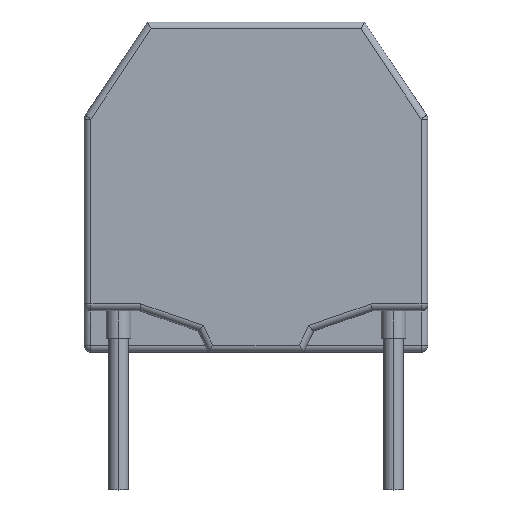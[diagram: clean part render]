
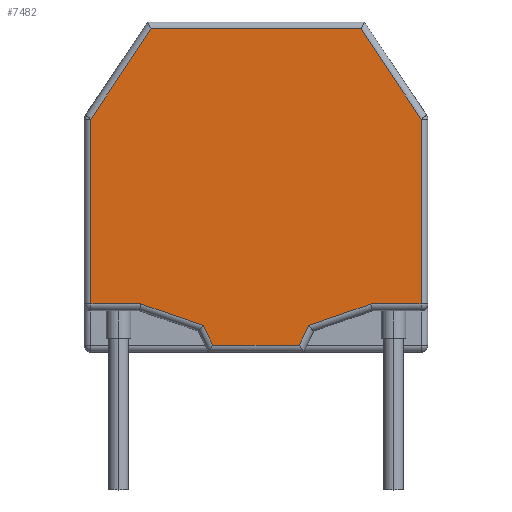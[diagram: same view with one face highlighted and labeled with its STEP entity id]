
A CAD part, top view. The second image highlights one B-rep face of the part: STEP entity #7482.
In plain terms, the highlighted planar face has unit normal (0, 0, 1).
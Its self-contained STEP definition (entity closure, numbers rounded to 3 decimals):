
#66 = ORIENTED_EDGE ( 'NONE', *, *, #3000, .T. ) ;
#188 = DIRECTION ( 'NONE',  ( 1., 0., 0. ) ) ;
#347 = VERTEX_POINT ( 'NONE', #912 ) ;
#350 = LINE ( 'NONE', #431, #8211 ) ;
#376 = CARTESIAN_POINT ( 'NONE',  ( 12.25, 10.5, 0. ) ) ;
#431 = CARTESIAN_POINT ( 'NONE',  ( 1.802, 9.299, 0. ) ) ;
#441 = VERTEX_POINT ( 'NONE', #3579 ) ;
#480 = EDGE_CURVE ( 'NONE', #441, #548, #918, .T. ) ;
#548 = VERTEX_POINT ( 'NONE', #3707 ) ;
#619 = EDGE_CURVE ( 'NONE', #2881, #2393, #4952, .T. ) ;
#762 = VERTEX_POINT ( 'NONE', #3990 ) ;
#779 = FACE_OUTER_BOUND ( 'NONE', #6806, .T. ) ;
#912 = CARTESIAN_POINT ( 'NONE',  ( 2.435, 10.25, 0. ) ) ;
#918 = LINE ( 'NONE', #3063, #4960 ) ;
#994 = CARTESIAN_POINT ( 'NONE',  ( 10.939, 5.301, 0. ) ) ;
#1007 = ORIENTED_EDGE ( 'NONE', *, *, #480, .T. ) ;
#1030 = CARTESIAN_POINT ( 'NONE',  ( 12.25, 6.971, 0. ) ) ;
#1084 = VECTOR ( 'NONE', #4232, 1000. ) ;
#1135 = DIRECTION ( 'NONE',  ( 0.945, 0.328, 0. ) ) ;
#1222 = LINE ( 'NONE', #994, #8267 ) ;
#1251 = PLANE ( 'NONE',  #7595 ) ;
#1306 = DIRECTION ( 'NONE',  ( -1., 0., 0. ) ) ;
#1312 = DIRECTION ( 'NONE',  ( 0.429, -0.903, 0. ) ) ;
#1376 = EDGE_CURVE ( 'NONE', #7484, #6232, #2533, .T. ) ;
#1396 = CARTESIAN_POINT ( 'NONE',  ( 0.25, 0.25, 0. ) ) ;
#1565 = VERTEX_POINT ( 'NONE', #7568 ) ;
#1584 = ORIENTED_EDGE ( 'NONE', *, *, #4073, .T. ) ;
#1708 = DIRECTION ( 'NONE',  ( -0.555, 0.832, 0. ) ) ;
#1718 = DIRECTION ( 'NONE',  ( -0.555, -0.832, 0. ) ) ;
#1719 = VECTOR ( 'NONE', #2704, 1000. ) ;
#1836 = LINE ( 'NONE', #4639, #1719 ) ;
#1985 = ORIENTED_EDGE ( 'NONE', *, *, #6092, .T. ) ;
#2230 = EDGE_CURVE ( 'NONE', #3412, #441, #7400, .T. ) ;
#2308 = LINE ( 'NONE', #5948, #6852 ) ;
#2339 = VECTOR ( 'NONE', #1312, 1000. ) ;
#2393 = VERTEX_POINT ( 'NONE', #1396 ) ;
#2457 = ORIENTED_EDGE ( 'NONE', *, *, #1376, .T. ) ;
#2533 = LINE ( 'NONE', #2748, #6260 ) ;
#2541 = EDGE_CURVE ( 'NONE', #2393, #762, #1836, .T. ) ;
#2678 = ORIENTED_EDGE ( 'NONE', *, *, #2230, .T. ) ;
#2704 = DIRECTION ( 'NONE',  ( 1., 0., 0. ) ) ;
#2748 = CARTESIAN_POINT ( 'NONE',  ( 12.5, 0.25, 0. ) ) ;
#2881 = VERTEX_POINT ( 'NONE', #3958 ) ;
#3000 = EDGE_CURVE ( 'NONE', #4403, #347, #5056, .T. ) ;
#3011 = ORIENTED_EDGE ( 'NONE', *, *, #5175, .T. ) ;
#3032 = DIRECTION ( 'NONE',  ( 0.429, 0.903, 0. ) ) ;
#3063 = CARTESIAN_POINT ( 'NONE',  ( 0., -1.25, 0. ) ) ;
#3412 = VERTEX_POINT ( 'NONE', #6158 ) ;
#3482 = DIRECTION ( 'NONE',  ( -1., 0., 0. ) ) ;
#3579 = CARTESIAN_POINT ( 'NONE',  ( 4.675, -1.25, 0. ) ) ;
#3707 = CARTESIAN_POINT ( 'NONE',  ( 7.825, -1.25, 0. ) ) ;
#3836 = CARTESIAN_POINT ( 'NONE',  ( 10.065, 10.25, 0. ) ) ;
#3845 = LINE ( 'NONE', #6842, #6452 ) ;
#3901 = ORIENTED_EDGE ( 'NONE', *, *, #8309, .T. ) ;
#3912 = DIRECTION ( 'NONE',  ( 0., -1., 0. ) ) ;
#3958 = CARTESIAN_POINT ( 'NONE',  ( 0.25, 6.971, 0. ) ) ;
#3990 = CARTESIAN_POINT ( 'NONE',  ( 2.065, 0.25, 0. ) ) ;
#4054 = LINE ( 'NONE', #8187, #5956 ) ;
#4073 = EDGE_CURVE ( 'NONE', #4101, #4403, #3845, .T. ) ;
#4101 = VERTEX_POINT ( 'NONE', #1030 ) ;
#4232 = DIRECTION ( 'NONE',  ( 0., 1., 0. ) ) ;
#4403 = VERTEX_POINT ( 'NONE', #3836 ) ;
#4559 = CARTESIAN_POINT ( 'NONE',  ( 0., 10.5, 0. ) ) ;
#4591 = CARTESIAN_POINT ( 'NONE',  ( -0.742, 10.147, 0. ) ) ;
#4639 = CARTESIAN_POINT ( 'NONE',  ( 2.023, 0.25, 0. ) ) ;
#4952 = LINE ( 'NONE', #7744, #6971 ) ;
#4960 = VECTOR ( 'NONE', #6996, 1000. ) ;
#5056 = LINE ( 'NONE', #6754, #8153 ) ;
#5175 = EDGE_CURVE ( 'NONE', #347, #2881, #350, .T. ) ;
#5207 = CARTESIAN_POINT ( 'NONE',  ( 10.435, 0.25, 0. ) ) ;
#5776 = DIRECTION ( 'NONE',  ( 0., 0., -1. ) ) ;
#5831 = LINE ( 'NONE', #376, #1084 ) ;
#5948 = CARTESIAN_POINT ( 'NONE',  ( -2.951, 1.989, 0. ) ) ;
#5952 = EDGE_CURVE ( 'NONE', #548, #1565, #1222, .T. ) ;
#5956 = VECTOR ( 'NONE', #1135, 1000. ) ;
#6092 = EDGE_CURVE ( 'NONE', #1565, #7484, #4054, .T. ) ;
#6158 = CARTESIAN_POINT ( 'NONE',  ( 4.336, -0.538, 0. ) ) ;
#6209 = ORIENTED_EDGE ( 'NONE', *, *, #2541, .T. ) ;
#6232 = VERTEX_POINT ( 'NONE', #6422 ) ;
#6260 = VECTOR ( 'NONE', #188, 1000. ) ;
#6279 = ORIENTED_EDGE ( 'NONE', *, *, #7185, .T. ) ;
#6422 = CARTESIAN_POINT ( 'NONE',  ( 12.25, 0.25, 0. ) ) ;
#6452 = VECTOR ( 'NONE', #1708, 1000. ) ;
#6487 = DIRECTION ( 'NONE',  ( 0.945, -0.328, 0. ) ) ;
#6754 = CARTESIAN_POINT ( 'NONE',  ( 0., 10.25, 0. ) ) ;
#6806 = EDGE_LOOP ( 'NONE', ( #6279, #1584, #66, #3011, #6963, #6209, #3901, #2678, #1007, #7551, #1985, #2457 ) ) ;
#6842 = CARTESIAN_POINT ( 'NONE',  ( 9.991, 10.361, 0. ) ) ;
#6852 = VECTOR ( 'NONE', #6487, 1000. ) ;
#6963 = ORIENTED_EDGE ( 'NONE', *, *, #619, .T. ) ;
#6971 = VECTOR ( 'NONE', #3912, 1000. ) ;
#6996 = DIRECTION ( 'NONE',  ( 1., 0., 0. ) ) ;
#7185 = EDGE_CURVE ( 'NONE', #6232, #4101, #5831, .T. ) ;
#7400 = LINE ( 'NONE', #4591, #2339 ) ;
#7482 = ADVANCED_FACE ( 'NONE', ( #779 ), #1251, .F. ) ;
#7484 = VERTEX_POINT ( 'NONE', #5207 ) ;
#7551 = ORIENTED_EDGE ( 'NONE', *, *, #5952, .T. ) ;
#7568 = CARTESIAN_POINT ( 'NONE',  ( 8.164, -0.538, 0. ) ) ;
#7595 = AXIS2_PLACEMENT_3D ( 'NONE', #4559, #5776, #1306 ) ;
#7744 = CARTESIAN_POINT ( 'NONE',  ( 0.25, 10.5, 0. ) ) ;
#8153 = VECTOR ( 'NONE', #3482, 1000. ) ;
#8187 = CARTESIAN_POINT ( 'NONE',  ( 4.292, -1.88, 0. ) ) ;
#8211 = VECTOR ( 'NONE', #1718, 1000. ) ;
#8267 = VECTOR ( 'NONE', #3032, 1000. ) ;
#8309 = EDGE_CURVE ( 'NONE', #762, #3412, #2308, .T. ) ;
